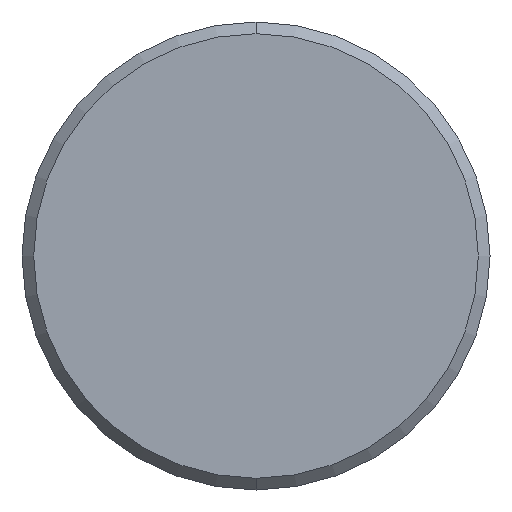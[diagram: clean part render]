
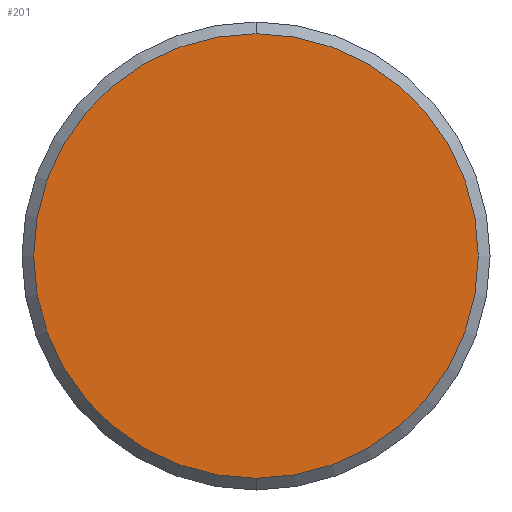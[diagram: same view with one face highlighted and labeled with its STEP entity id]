
A CAD part, front view. The second image highlights one B-rep face of the part: STEP entity #201.
In plain terms, the highlighted planar face has unit normal (0, -1, 0).
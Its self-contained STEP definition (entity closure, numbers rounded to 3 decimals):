
#11 = DIRECTION ( 'NONE',  ( 0., 0., 1. ) ) ;
#12 = CARTESIAN_POINT ( 'NONE',  ( 0., 0., -2.375 ) ) ;
#14 = AXIS2_PLACEMENT_3D ( 'NONE', #125, #75, #101 ) ;
#29 = CARTESIAN_POINT ( 'NONE',  ( 0., 0., 2.375 ) ) ;
#32 = DIRECTION ( 'NONE',  ( 0., 0., 1. ) ) ;
#40 = AXIS2_PLACEMENT_3D ( 'NONE', #224, #186, #11 ) ;
#59 = FACE_OUTER_BOUND ( 'NONE', #109, .T. ) ;
#67 = ORIENTED_EDGE ( 'NONE', *, *, #93, .T. ) ;
#75 = DIRECTION ( 'NONE',  ( 0., 1., 0. ) ) ;
#93 = EDGE_CURVE ( 'NONE', #255, #198, #215, .T. ) ;
#101 = DIRECTION ( 'NONE',  ( 0., 0., 1. ) ) ;
#109 = EDGE_LOOP ( 'NONE', ( #67, #216 ) ) ;
#125 = CARTESIAN_POINT ( 'NONE',  ( 0., 0., 0. ) ) ;
#136 = AXIS2_PLACEMENT_3D ( 'NONE', #167, #142, #32 ) ;
#142 = DIRECTION ( 'NONE',  ( 0., -1., 0. ) ) ;
#165 = PLANE ( 'NONE',  #14 ) ;
#167 = CARTESIAN_POINT ( 'NONE',  ( 0., 0., 0. ) ) ;
#174 = EDGE_CURVE ( 'NONE', #198, #255, #219, .T. ) ;
#186 = DIRECTION ( 'NONE',  ( 0., -1., 0. ) ) ;
#198 = VERTEX_POINT ( 'NONE', #12 ) ;
#201 = ADVANCED_FACE ( 'NONE', ( #59 ), #165, .F. ) ;
#215 = CIRCLE ( 'NONE', #40, 2.375 ) ;
#216 = ORIENTED_EDGE ( 'NONE', *, *, #174, .T. ) ;
#219 = CIRCLE ( 'NONE', #136, 2.375 ) ;
#224 = CARTESIAN_POINT ( 'NONE',  ( 0., 0., 0. ) ) ;
#255 = VERTEX_POINT ( 'NONE', #29 ) ;
